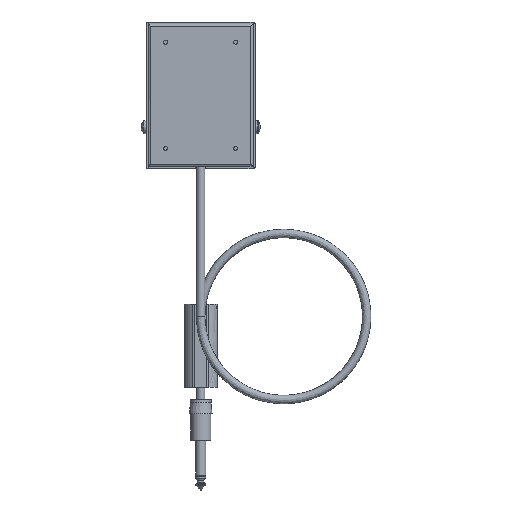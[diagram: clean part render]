
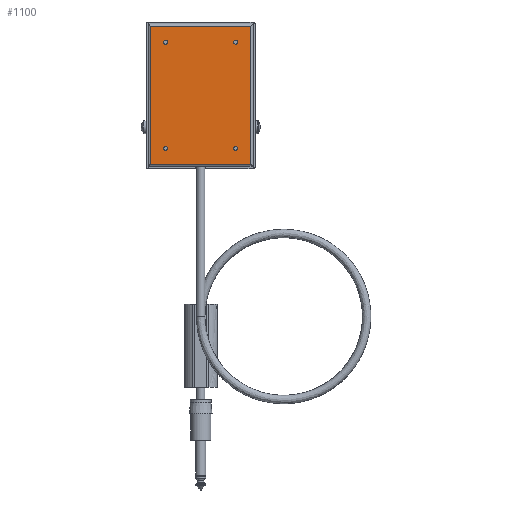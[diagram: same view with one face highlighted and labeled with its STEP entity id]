
A CAD part, front view. The second image highlights one B-rep face of the part: STEP entity #1100.
In plain terms, the highlighted planar face has unit normal (0, -1, 0).
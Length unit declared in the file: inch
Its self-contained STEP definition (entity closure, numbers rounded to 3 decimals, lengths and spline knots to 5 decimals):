
#25 = ORIENTED_EDGE ( 'NONE', *, *, #2611, .T. ) ;
#129 = CARTESIAN_POINT ( 'NONE',  ( -4.12422, -0.10055, 4.23732 ) ) ;
#239 = CIRCLE ( 'NONE', #5214, 0.048 ) ;
#249 = VERTEX_POINT ( 'NONE', #2008 ) ;
#252 = LINE ( 'NONE', #3766, #4769 ) ;
#287 = DIRECTION ( 'NONE',  ( 0., 0., 1. ) ) ;
#303 = VERTEX_POINT ( 'NONE', #2061 ) ;
#413 = DIRECTION ( 'NONE',  ( 0., 0., -1. ) ) ;
#467 = VERTEX_POINT ( 'NONE', #484 ) ;
#484 = CARTESIAN_POINT ( 'NONE',  ( -4.12422, -0.10055, 0.90832 ) ) ;
#590 = DIRECTION ( 'NONE',  ( 1., 0., 0. ) ) ;
#721 = CARTESIAN_POINT ( 'NONE',  ( -1.70122, -0.10055, 4.28732 ) ) ;
#810 = DIRECTION ( 'NONE',  ( 0., -1., 0. ) ) ;
#814 = EDGE_LOOP ( 'NONE', ( #2596 ) ) ;
#913 = VERTEX_POINT ( 'NONE', #1750 ) ;
#958 = EDGE_CURVE ( 'NONE', #5445, #2183, #2595, .T. ) ;
#979 = CIRCLE ( 'NONE', #1989, 0.048 ) ;
#1071 = VECTOR ( 'NONE', #5530, 39.37008 ) ;
#1100 = ADVANCED_FACE ( 'NONE', ( #2943, #4700, #5130, #1189, #1606 ), #3366, .F. ) ;
#1189 = FACE_BOUND ( 'NONE', #814, .T. ) ;
#1207 = CARTESIAN_POINT ( 'NONE',  ( -3.75672, -0.10055, 1.24482 ) ) ;
#1442 = EDGE_CURVE ( 'NONE', #249, #249, #979, .T. ) ;
#1517 = EDGE_CURVE ( 'NONE', #3764, #3764, #239, .T. ) ;
#1606 = FACE_OUTER_BOUND ( 'NONE', #4477, .T. ) ;
#1630 = CIRCLE ( 'NONE', #4865, 0.048 ) ;
#1719 = DIRECTION ( 'NONE',  ( 0., 0., -1. ) ) ;
#1750 = CARTESIAN_POINT ( 'NONE',  ( -1.70122, -0.10055, 0.90832 ) ) ;
#1758 = EDGE_LOOP ( 'NONE', ( #5063 ) ) ;
#1761 = CARTESIAN_POINT ( 'NONE',  ( -3.75672, -0.10055, 3.85282 ) ) ;
#1989 = AXIS2_PLACEMENT_3D ( 'NONE', #1761, #2211, #3958 ) ;
#2008 = CARTESIAN_POINT ( 'NONE',  ( -3.75672, -0.10055, 3.80482 ) ) ;
#2010 = DIRECTION ( 'NONE',  ( 0., 0., -1. ) ) ;
#2061 = CARTESIAN_POINT ( 'NONE',  ( -2.06872, -0.10055, 1.24482 ) ) ;
#2155 = EDGE_CURVE ( 'NONE', #467, #913, #4105, .T. ) ;
#2183 = VERTEX_POINT ( 'NONE', #129 ) ;
#2211 = DIRECTION ( 'NONE',  ( 0., -1., 0. ) ) ;
#2518 = ORIENTED_EDGE ( 'NONE', *, *, #3169, .F. ) ;
#2534 = VECTOR ( 'NONE', #4788, 39.37008 ) ;
#2563 = DIRECTION ( 'NONE',  ( 0., 0., -1. ) ) ;
#2592 = DIRECTION ( 'NONE',  ( 0., -1., 0. ) ) ;
#2595 = LINE ( 'NONE', #4351, #2534 ) ;
#2596 = ORIENTED_EDGE ( 'NONE', *, *, #2937, .F. ) ;
#2611 = EDGE_CURVE ( 'NONE', #2183, #467, #252, .T. ) ;
#2746 = AXIS2_PLACEMENT_3D ( 'NONE', #4753, #810, #2563 ) ;
#2873 = ORIENTED_EDGE ( 'NONE', *, *, #4768, .T. ) ;
#2937 = EDGE_CURVE ( 'NONE', #303, #303, #1630, .T. ) ;
#2943 = FACE_BOUND ( 'NONE', #3950, .T. ) ;
#3169 = EDGE_CURVE ( 'NONE', #5149, #5149, #5238, .T. ) ;
#3366 = PLANE ( 'NONE',  #5392 ) ;
#3764 = VERTEX_POINT ( 'NONE', #5525 ) ;
#3766 = CARTESIAN_POINT ( 'NONE',  ( -4.12422, -0.10055, 0.85832 ) ) ;
#3799 = CARTESIAN_POINT ( 'NONE',  ( -4.22522, -0.10055, 0.80732 ) ) ;
#3931 = CARTESIAN_POINT ( 'NONE',  ( -2.06872, -0.10055, 3.85282 ) ) ;
#3950 = EDGE_LOOP ( 'NONE', ( #5049 ) ) ;
#3958 = DIRECTION ( 'NONE',  ( 0., 0., -1. ) ) ;
#4105 = LINE ( 'NONE', #4541, #4486 ) ;
#4154 = CARTESIAN_POINT ( 'NONE',  ( -1.70122, -0.10055, 4.23732 ) ) ;
#4247 = EDGE_LOOP ( 'NONE', ( #2518 ) ) ;
#4351 = CARTESIAN_POINT ( 'NONE',  ( -4.17422, -0.10055, 4.23732 ) ) ;
#4477 = EDGE_LOOP ( 'NONE', ( #25, #5476, #2873, #5471 ) ) ;
#4486 = VECTOR ( 'NONE', #590, 39.37008 ) ;
#4541 = CARTESIAN_POINT ( 'NONE',  ( -4.22522, -0.10055, 0.90832 ) ) ;
#4666 = LINE ( 'NONE', #721, #1071 ) ;
#4700 = FACE_BOUND ( 'NONE', #1758, .T. ) ;
#4753 = CARTESIAN_POINT ( 'NONE',  ( -3.75672, -0.10055, 1.29282 ) ) ;
#4768 = EDGE_CURVE ( 'NONE', #913, #5445, #4666, .T. ) ;
#4769 = VECTOR ( 'NONE', #2010, 39.37008 ) ;
#4788 = DIRECTION ( 'NONE',  ( -1., 0., 0. ) ) ;
#4865 = AXIS2_PLACEMENT_3D ( 'NONE', #5215, #2592, #1719 ) ;
#5049 = ORIENTED_EDGE ( 'NONE', *, *, #1442, .F. ) ;
#5063 = ORIENTED_EDGE ( 'NONE', *, *, #1517, .F. ) ;
#5130 = FACE_BOUND ( 'NONE', #4247, .T. ) ;
#5149 = VERTEX_POINT ( 'NONE', #1207 ) ;
#5214 = AXIS2_PLACEMENT_3D ( 'NONE', #3931, #5694, #413 ) ;
#5215 = CARTESIAN_POINT ( 'NONE',  ( -2.06872, -0.10055, 1.29282 ) ) ;
#5238 = CIRCLE ( 'NONE', #2746, 0.048 ) ;
#5392 = AXIS2_PLACEMENT_3D ( 'NONE', #3799, #5560, #287 ) ;
#5445 = VERTEX_POINT ( 'NONE', #4154 ) ;
#5471 = ORIENTED_EDGE ( 'NONE', *, *, #958, .T. ) ;
#5476 = ORIENTED_EDGE ( 'NONE', *, *, #2155, .T. ) ;
#5525 = CARTESIAN_POINT ( 'NONE',  ( -2.06872, -0.10055, 3.80482 ) ) ;
#5530 = DIRECTION ( 'NONE',  ( 0., 0., 1. ) ) ;
#5560 = DIRECTION ( 'NONE',  ( 0., 1., 0. ) ) ;
#5694 = DIRECTION ( 'NONE',  ( 0., -1., 0. ) ) ;
